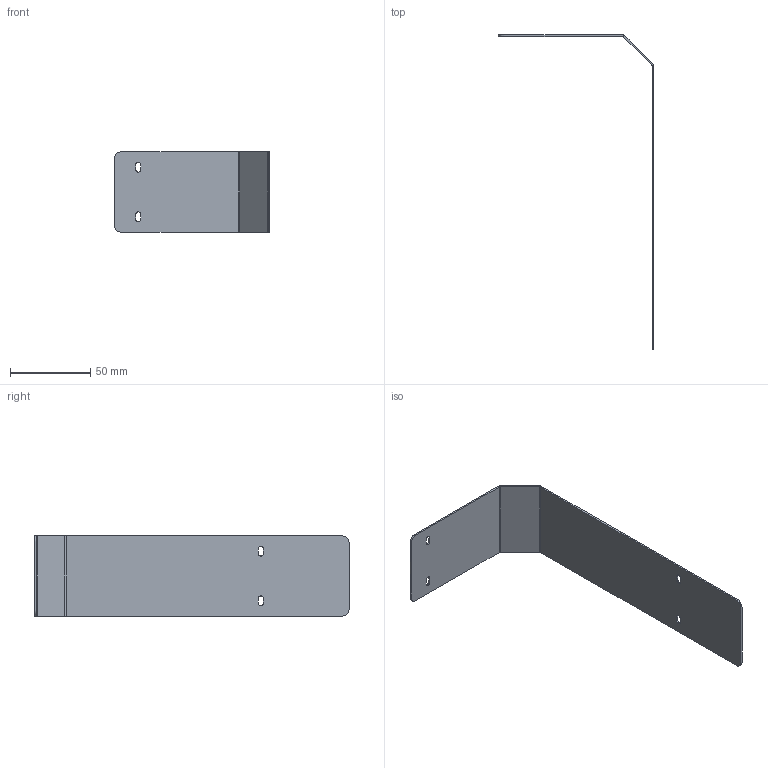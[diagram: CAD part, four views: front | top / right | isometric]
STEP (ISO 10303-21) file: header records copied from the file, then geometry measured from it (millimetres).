
FILE_DESCRIPTION((''),'2;1');
FILE_NAME('DECAPPER-2-LID','2020-09-30T12:01:46',('yvde'),('Device R&D - Novo Nordisk'),'CREO PARAMETRIC BY PTC INC, 2017380','CREO PARAMETRIC BY PTC INC, 2017380','');
FILE_SCHEMA(('CONFIG_CONTROL_DESIGN','SHAPE_APPEARANCE_LAYERS_GROUPS'));
Length unit declared in the file: millimetre
Products named in the file (1): DECAPPER-2-LID
Bounding box: 97 x 196 x 50 mm (x, y, z)
Volume: 13973.5 mm3; surface area: 28666.6 mm2
Topology: 1 solids, 1 shells, 42 faces, 104 edges, 64 vertices
Faces by surface type: plane 26, cylinder 16
Entity records: 1412 total; most frequent: DIRECTION 220, CARTESIAN_POINT 210, ORIENTED_EDGE 208, COLOUR_RGB 120, EDGE_CURVE 104, AXIS2_PLACEMENT_3D 74, VECTOR 72, LINE 72
